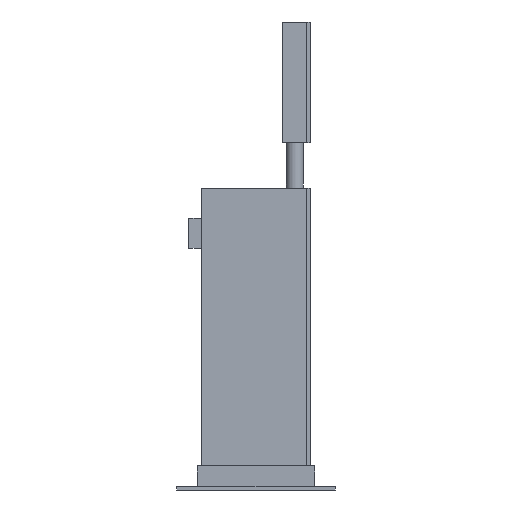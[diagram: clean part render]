
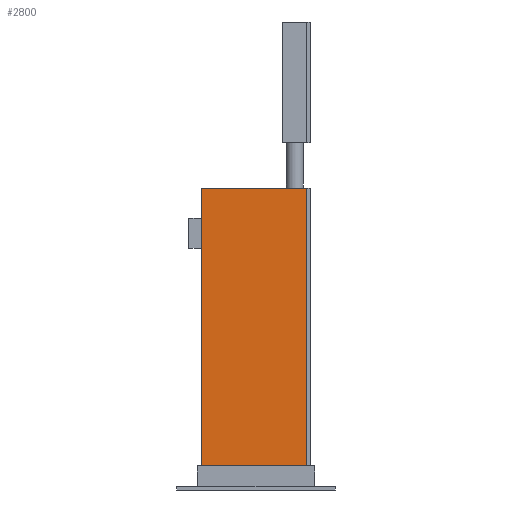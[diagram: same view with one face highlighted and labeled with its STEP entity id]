
A CAD part, left-side view. The second image highlights one B-rep face of the part: STEP entity #2800.
In plain terms, the highlighted planar face has unit normal (-1, 0, 0).
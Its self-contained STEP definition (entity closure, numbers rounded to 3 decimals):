
#171=PLANE('',#3041);
#325=FACE_OUTER_BOUND('',#515,.T.);
#515=EDGE_LOOP('',(#2347,#2348,#2349,#2350));
#786=LINE('',#4359,#1110);
#787=LINE('',#4362,#1111);
#788=LINE('',#4364,#1112);
#789=LINE('',#4365,#1113);
#1110=VECTOR('',#3574,10.);
#1111=VECTOR('',#3577,10.);
#1112=VECTOR('',#3578,10.);
#1113=VECTOR('',#3579,10.);
#1444=VERTEX_POINT('',#4352);
#1447=VERTEX_POINT('',#4357);
#1448=VERTEX_POINT('',#4361);
#1449=VERTEX_POINT('',#4363);
#1768=EDGE_CURVE('',#1444,#1447,#786,.T.);
#1769=EDGE_CURVE('',#1448,#1444,#787,.T.);
#1770=EDGE_CURVE('',#1449,#1447,#788,.T.);
#1771=EDGE_CURVE('',#1448,#1449,#789,.T.);
#2347=ORIENTED_EDGE('',*,*,#1769,.T.);
#2348=ORIENTED_EDGE('',*,*,#1768,.T.);
#2349=ORIENTED_EDGE('',*,*,#1770,.F.);
#2350=ORIENTED_EDGE('',*,*,#1771,.F.);
#2800=ADVANCED_FACE('',(#325),#171,.T.);
#3041=AXIS2_PLACEMENT_3D('',#4360,#3575,#3576);
#3574=DIRECTION('',(0.,1.,0.));
#3575=DIRECTION('center_axis',(-1.,0.,0.));
#3576=DIRECTION('ref_axis',(0.,0.,1.));
#3577=DIRECTION('',(0.,0.,1.));
#3578=DIRECTION('',(0.,0.,1.));
#3579=DIRECTION('',(0.,1.,0.));
#4352=CARTESIAN_POINT('',(-22.5,0.,100.));
#4357=CARTESIAN_POINT('',(-22.5,35.,100.));
#4359=CARTESIAN_POINT('',(-22.5,0.,100.));
#4360=CARTESIAN_POINT('Origin',(-22.5,0.,0.));
#4361=CARTESIAN_POINT('',(-22.5,0.,0.));
#4362=CARTESIAN_POINT('',(-22.5,0.,0.));
#4363=CARTESIAN_POINT('',(-22.5,35.,0.));
#4364=CARTESIAN_POINT('',(-22.5,35.,0.));
#4365=CARTESIAN_POINT('',(-22.5,0.,0.));
